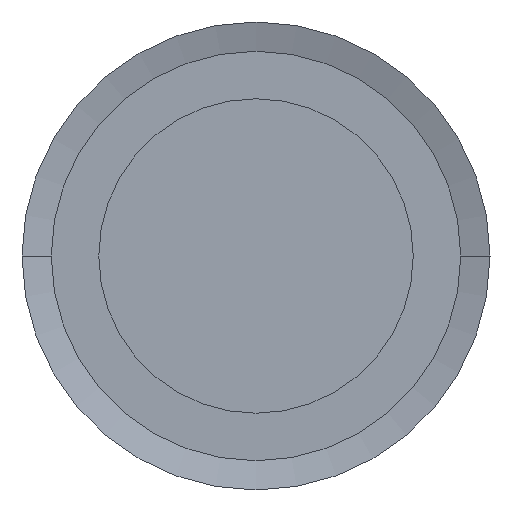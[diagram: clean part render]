
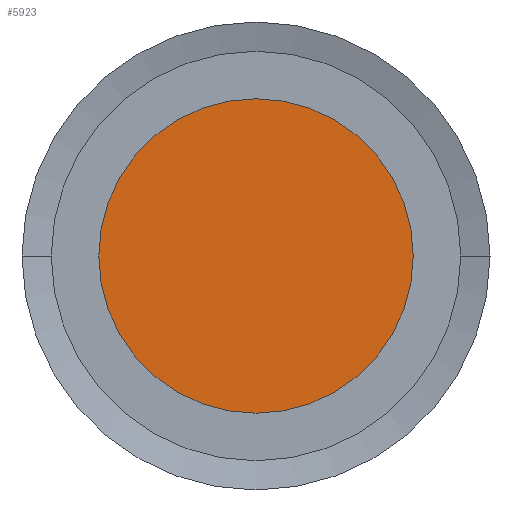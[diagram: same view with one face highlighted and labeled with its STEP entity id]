
A CAD part, left-side view. The second image highlights one B-rep face of the part: STEP entity #5923.
In plain terms, the highlighted planar face has unit normal (-1, 0, 0).
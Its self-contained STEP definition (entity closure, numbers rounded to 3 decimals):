
#5898=CARTESIAN_POINT('',(0.,0.,0.));
#5899=DIRECTION('',(1.,0.,0.));
#5900=DIRECTION('',(0.,0.,-1.));
#5901=AXIS2_PLACEMENT_3D('',#5898,#5899,#5900);
#5902=PLANE('',#5901);
#5903=CARTESIAN_POINT('',(0.,0.,10.75));
#5904=VERTEX_POINT('',#5903);
#5905=CARTESIAN_POINT('',(0.,-0.,-10.75));
#5906=VERTEX_POINT('',#5905);
#5907=CARTESIAN_POINT('',(0.,0.,0.));
#5908=DIRECTION('',(1.,0.,0.));
#5909=DIRECTION('',(0.,0.,-1.));
#5910=AXIS2_PLACEMENT_3D('',#5907,#5908,#5909);
#5911=CIRCLE('',#5910,10.75);
#5912=EDGE_CURVE('',#5904,#5906,#5911,.T.);
#5913=ORIENTED_EDGE('',*,*,#5912,.F.);
#5914=CARTESIAN_POINT('',(0.,0.,0.));
#5915=DIRECTION('',(1.,0.,0.));
#5916=DIRECTION('',(0.,0.,-1.));
#5917=AXIS2_PLACEMENT_3D('',#5914,#5915,#5916);
#5918=CIRCLE('',#5917,10.75);
#5919=EDGE_CURVE('',#5906,#5904,#5918,.T.);
#5920=ORIENTED_EDGE('',*,*,#5919,.F.);
#5921=EDGE_LOOP('',(#5913,#5920));
#5922=FACE_BOUND('',#5921,.T.);
#5923=ADVANCED_FACE('',(#5922),#5902,.F.);
